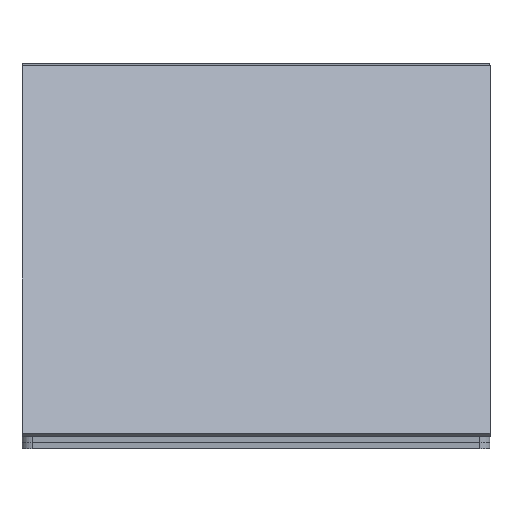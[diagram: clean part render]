
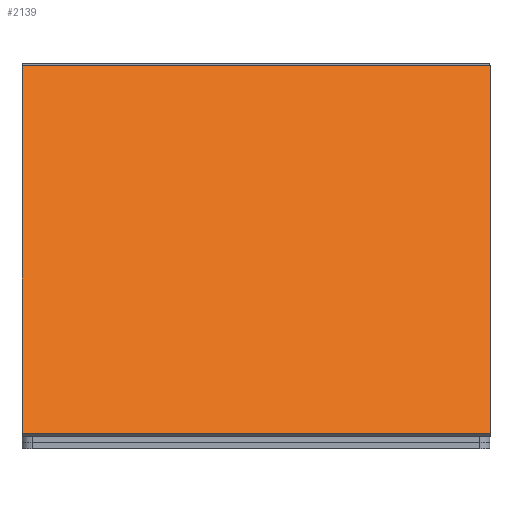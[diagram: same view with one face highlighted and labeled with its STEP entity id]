
A CAD part, front view. The second image highlights one B-rep face of the part: STEP entity #2139.
In plain terms, the highlighted face is planar.
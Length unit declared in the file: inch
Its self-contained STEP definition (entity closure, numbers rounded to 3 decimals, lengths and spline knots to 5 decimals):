
#130 = DIRECTION ( 'NONE',  ( 1., 0., 0. ) ) ;
#309 = EDGE_CURVE ( 'NONE', #3100, #2249, #1805, .T. ) ;
#357 = CARTESIAN_POINT ( 'NONE',  ( 6.375, 5.782, 0.171 ) ) ;
#446 = VECTOR ( 'NONE', #2338, 39.37008 ) ;
#501 = DIRECTION ( 'NONE',  ( 0., -1., 0. ) ) ;
#505 = ORIENTED_EDGE ( 'NONE', *, *, #2644, .T. ) ;
#621 = CARTESIAN_POINT ( 'NONE',  ( 6.375, -5.782, 0.171 ) ) ;
#633 = VECTOR ( 'NONE', #2582, 39.37008 ) ;
#661 = DIRECTION ( 'NONE',  ( -1., 0., 0. ) ) ;
#693 = CARTESIAN_POINT ( 'NONE',  ( -6.375, -5.782, 0.171 ) ) ;
#735 = CARTESIAN_POINT ( 'NONE',  ( -6.375, -5.782, 0.171 ) ) ;
#1017 = VERTEX_POINT ( 'NONE', #357 ) ;
#1044 = EDGE_LOOP ( 'NONE', ( #1869, #1942, #2769, #505 ) ) ;
#1095 = LINE ( 'NONE', #621, #446 ) ;
#1150 = DIRECTION ( 'NONE',  ( 0., 0., -1. ) ) ;
#1177 = VERTEX_POINT ( 'NONE', #3015 ) ;
#1312 = EDGE_CURVE ( 'NONE', #1177, #1017, #1095, .T. ) ;
#1531 = EDGE_CURVE ( 'NONE', #1017, #3100, #2576, .T. ) ;
#1568 = CARTESIAN_POINT ( 'NONE',  ( -6.375, 5.782, 0.171 ) ) ;
#1640 = PLANE ( 'NONE',  #2295 ) ;
#1805 = LINE ( 'NONE', #735, #3026 ) ;
#1836 = CARTESIAN_POINT ( 'NONE',  ( -6.375, 5.782, 0.171 ) ) ;
#1845 = CARTESIAN_POINT ( 'NONE',  ( -6.375, -5.782, 0.171 ) ) ;
#1869 = ORIENTED_EDGE ( 'NONE', *, *, #1312, .T. ) ;
#1884 = CARTESIAN_POINT ( 'NONE',  ( 0., 0., 0.171 ) ) ;
#1942 = ORIENTED_EDGE ( 'NONE', *, *, #1531, .T. ) ;
#2006 = FACE_OUTER_BOUND ( 'NONE', #1044, .T. ) ;
#2139 = ADVANCED_FACE ( 'NONE', ( #2006 ), #1640, .F. ) ;
#2249 = VERTEX_POINT ( 'NONE', #693 ) ;
#2295 = AXIS2_PLACEMENT_3D ( 'NONE', #1884, #1150, #661 ) ;
#2338 = DIRECTION ( 'NONE',  ( 0., 1., 0. ) ) ;
#2507 = LINE ( 'NONE', #1845, #3087 ) ;
#2576 = LINE ( 'NONE', #1836, #633 ) ;
#2582 = DIRECTION ( 'NONE',  ( -1., 0., 0. ) ) ;
#2644 = EDGE_CURVE ( 'NONE', #2249, #1177, #2507, .T. ) ;
#2769 = ORIENTED_EDGE ( 'NONE', *, *, #309, .T. ) ;
#3015 = CARTESIAN_POINT ( 'NONE',  ( 6.375, -5.782, 0.171 ) ) ;
#3026 = VECTOR ( 'NONE', #501, 39.37008 ) ;
#3087 = VECTOR ( 'NONE', #130, 39.37008 ) ;
#3100 = VERTEX_POINT ( 'NONE', #1568 ) ;
